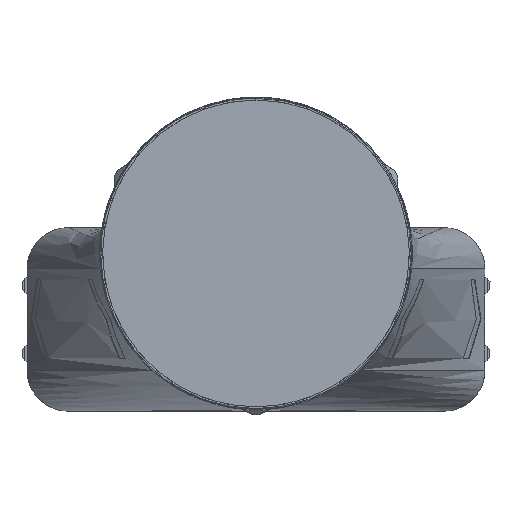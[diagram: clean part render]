
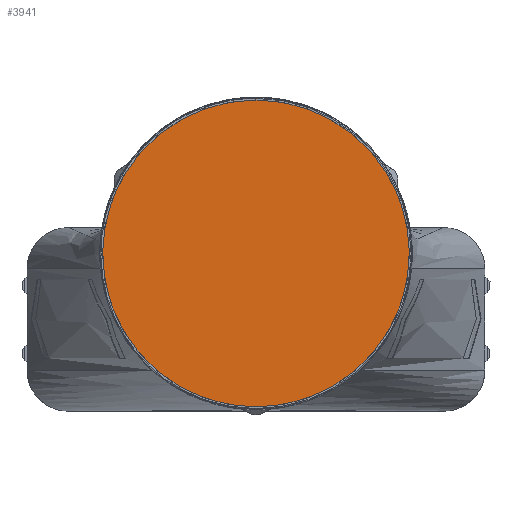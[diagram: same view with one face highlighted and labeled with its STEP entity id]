
A CAD part, front view. The second image highlights one B-rep face of the part: STEP entity #3941.
In plain terms, the highlighted planar face has unit normal (0, -1, 0).
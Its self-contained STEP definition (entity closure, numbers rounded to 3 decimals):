
#3914=AXIS2_PLACEMENT_3D('Plane Axis2P3D',#3911,#3912,#3913) ;
#3874=CARTESIAN_POINT('Vertex',(0.,20.,74.316)) ;
#3878=CARTESIAN_POINT('Control Point',(0.,20.,-74.316)) ;
#3879=CARTESIAN_POINT('Control Point',(8.452,20.,-74.316)) ;
#3880=CARTESIAN_POINT('Control Point',(16.904,20.,-73.114)) ;
#3881=CARTESIAN_POINT('Control Point',(25.128,20.,-70.711)) ;
#3882=CARTESIAN_POINT('Control Point',(40.666,20.,-63.633)) ;
#3883=CARTESIAN_POINT('Control Point',(53.616,20.,-52.505)) ;
#3884=CARTESIAN_POINT('Control Point',(59.252,20.,-46.051)) ;
#3885=CARTESIAN_POINT('Control Point',(68.533,20.,-31.719)) ;
#3886=CARTESIAN_POINT('Control Point',(73.452,20.,-15.369)) ;
#3887=CARTESIAN_POINT('Control Point',(74.725,20.,-6.895)) ;
#3888=CARTESIAN_POINT('Control Point',(74.828,20.,10.179)) ;
#3889=CARTESIAN_POINT('Control Point',(70.168,20.,26.605)) ;
#3890=CARTESIAN_POINT('Control Point',(66.678,20.,34.43)) ;
#3891=CARTESIAN_POINT('Control Point',(55.182,20.,52.66)) ;
#3892=CARTESIAN_POINT('Control Point',(37.847,20.,65.934)) ;
#3893=CARTESIAN_POINT('Control Point',(25.77,20.,71.523)) ;
#3894=CARTESIAN_POINT('Control Point',(12.885,20.,74.316)) ;
#3895=CARTESIAN_POINT('Control Point',(0.,20.,74.316)) ;
#3896=CARTESIAN_POINT('Vertex',(0.,20.,-74.316)) ;
#3911=CARTESIAN_POINT('Axis2P3D Location',(0.,20.,69.394)) ;
#3918=CARTESIAN_POINT('Control Point',(0.,20.,-74.316)) ;
#3919=CARTESIAN_POINT('Control Point',(-8.452,20.,-74.316)) ;
#3920=CARTESIAN_POINT('Control Point',(-16.904,20.,-73.114)) ;
#3921=CARTESIAN_POINT('Control Point',(-25.128,20.,-70.711)) ;
#3922=CARTESIAN_POINT('Control Point',(-40.666,20.,-63.633)) ;
#3923=CARTESIAN_POINT('Control Point',(-53.616,20.,-52.505)) ;
#3924=CARTESIAN_POINT('Control Point',(-59.252,20.,-46.051)) ;
#3925=CARTESIAN_POINT('Control Point',(-68.533,20.,-31.719)) ;
#3926=CARTESIAN_POINT('Control Point',(-73.452,20.,-15.369)) ;
#3927=CARTESIAN_POINT('Control Point',(-74.725,20.,-6.895)) ;
#3928=CARTESIAN_POINT('Control Point',(-74.828,20.,10.179)) ;
#3929=CARTESIAN_POINT('Control Point',(-70.168,20.,26.605)) ;
#3930=CARTESIAN_POINT('Control Point',(-66.678,20.,34.43)) ;
#3931=CARTESIAN_POINT('Control Point',(-55.182,20.,52.66)) ;
#3932=CARTESIAN_POINT('Control Point',(-37.847,20.,65.934)) ;
#3933=CARTESIAN_POINT('Control Point',(-25.77,20.,71.523)) ;
#3934=CARTESIAN_POINT('Control Point',(-12.885,20.,74.316)) ;
#3935=CARTESIAN_POINT('Control Point',(0.,20.,74.316)) ;
#3912=DIRECTION('Axis2P3D Direction',(0.,-1.,0.)) ;
#3913=DIRECTION('Axis2P3D XDirection',(0.,0.,-1.)) ;
#3938=ORIENTED_EDGE('',*,*,#3898,.T.) ;
#3939=ORIENTED_EDGE('',*,*,#3936,.F.) ;
#3941=ADVANCED_FACE('4051018 P-EST 150 Endstueck_vereinfacht',(#3940),#3915,.T.) ;
#3877=B_SPLINE_CURVE_WITH_KNOTS('',5,(#3878,#3879,#3880,#3881,#3882,#3883,#3884,#3885,#3886,#3887,#3888,#3889,#3890,#3891,#3892,#3893,#3894,#3895),.UNSPECIFIED.,.F.,.U.,(6,3,3,3,3,6),(0.,70.849,141.7,212.552,283.403,391.414),.UNSPECIFIED.) ;
#3917=B_SPLINE_CURVE_WITH_KNOTS('',5,(#3918,#3919,#3920,#3921,#3922,#3923,#3924,#3925,#3926,#3927,#3928,#3929,#3930,#3931,#3932,#3933,#3934,#3935),.UNSPECIFIED.,.F.,.U.,(6,3,3,3,3,6),(0.,70.849,141.7,212.552,283.403,391.414),.UNSPECIFIED.) ;
#3898=EDGE_CURVE('',#3897,#3875,#3877,.T.) ;
#3936=EDGE_CURVE('',#3897,#3875,#3917,.T.) ;
#3937=EDGE_LOOP('',(#3938,#3939)) ;
#3940=FACE_OUTER_BOUND('',#3937,.T.) ;
#3915=PLANE('',#3914) ;
#3875=VERTEX_POINT('',#3874) ;
#3897=VERTEX_POINT('',#3896) ;
